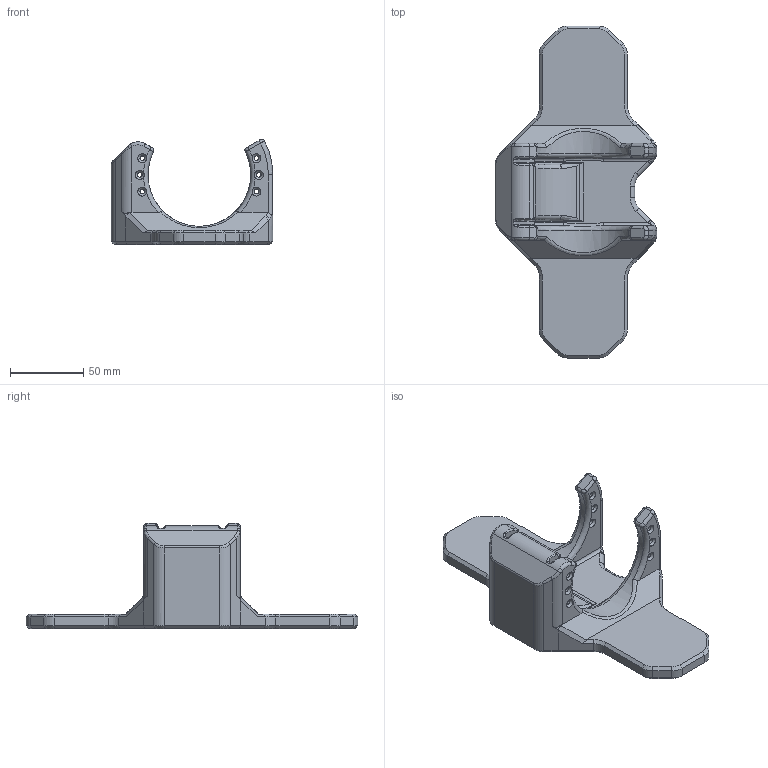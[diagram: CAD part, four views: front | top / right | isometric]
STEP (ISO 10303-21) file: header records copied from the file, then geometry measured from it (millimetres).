
FILE_DESCRIPTION(/* description */ (''),/* implementation_level */ '2;1');
FILE_NAME(/* name */ 'Test Bench Mount.step',/* time_stamp */ '2025-06-19T23:58:41+02:00',/* author */ (''),/* organization */ (''),/* preprocessor_version */ 'ST-DEVELOPER v20.1',/* originating_system */ 'Autodesk Translation Framework v14.4.0.0',/* authorisation */ '');
FILE_SCHEMA (('AUTOMOTIVE_DESIGN { 1 0 10303 214 3 1 1 }'));
Length unit declared in the file: millimetre
Products named in the file (1): Table Mount v1
Bounding box: 110 x 226 x 71.75 mm (x, y, z)
Volume: 293757.8 mm3; surface area: 57684.6 mm2
Topology: 1 solids, 1 shells, 318 faces, 860 edges, 508 vertices
Faces by surface type: cylinder 82, plane 81, bspline 69, cone 60, torus 24, sphere 2
Full cylindrical faces by diameter (mm): 3.1 x15
Entity records: 12885 total; most frequent: CARTESIAN_POINT 5248, ORIENTED_EDGE 1708, DIRECTION 1476, EDGE_CURVE 854, AXIS2_PLACEMENT_3D 562, VERTEX_POINT 508, LINE 352, VECTOR 352
